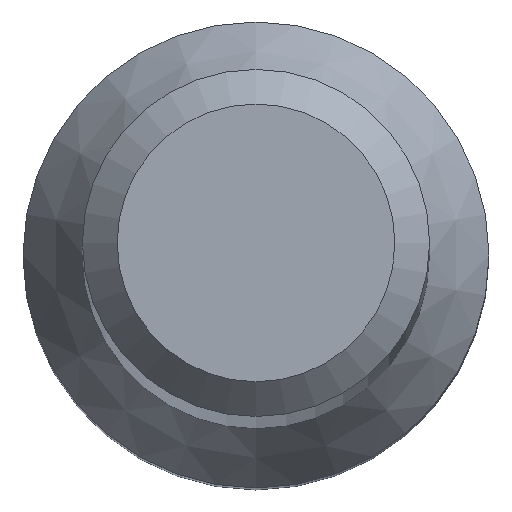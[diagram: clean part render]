
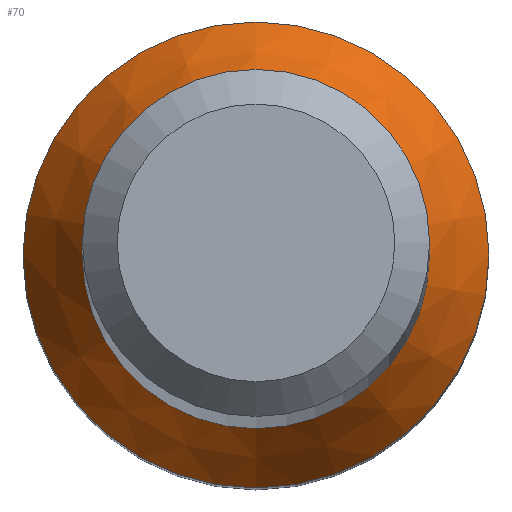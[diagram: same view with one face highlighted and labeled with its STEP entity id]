
A CAD part, top view. The second image highlights one B-rep face of the part: STEP entity #70.
In plain terms, the highlighted conical face has half-angle 30 degrees and reference radius 2.014 mm.
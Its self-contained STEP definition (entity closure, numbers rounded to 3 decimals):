
#6 = FACE_BOUND ( 'NONE', #163, .T. ) ;
#13 = CARTESIAN_POINT ( 'NONE',  ( 0., 1.5, 11.083 ) ) ;
#18 = EDGE_CURVE ( 'NONE', #198, #198, #151, .T. ) ;
#22 = FACE_OUTER_BOUND ( 'NONE', #234, .T. ) ;
#25 = DIRECTION ( 'NONE',  ( 0., 1., 0. ) ) ;
#44 = DIRECTION ( 'NONE',  ( 0., 0., -1. ) ) ;
#63 = EDGE_CURVE ( 'NONE', #162, #162, #166, .T. ) ;
#70 = ADVANCED_FACE ( 'NONE', ( #6, #22 ), #187, .T. ) ;
#99 = AXIS2_PLACEMENT_3D ( 'NONE', #200, #239, #167 ) ;
#102 = ORIENTED_EDGE ( 'NONE', *, *, #63, .F. ) ;
#118 = DIRECTION ( 'NONE',  ( 0., 1., 0. ) ) ;
#142 = ORIENTED_EDGE ( 'NONE', *, *, #18, .T. ) ;
#151 = CIRCLE ( 'NONE', #99, 1.5 ) ;
#162 = VERTEX_POINT ( 'NONE', #183 ) ;
#163 = EDGE_LOOP ( 'NONE', ( #142 ) ) ;
#166 = CIRCLE ( 'NONE', #186, 2.014 ) ;
#167 = DIRECTION ( 'NONE',  ( 0., 1., 0. ) ) ;
#180 = CARTESIAN_POINT ( 'NONE',  ( 0., 0., 10.192 ) ) ;
#183 = CARTESIAN_POINT ( 'NONE',  ( 0., 2.014, 10.192 ) ) ;
#186 = AXIS2_PLACEMENT_3D ( 'NONE', #180, #195, #118 ) ;
#187 = CONICAL_SURFACE ( 'NONE', #222, 2.014, 0.524 ) ;
#195 = DIRECTION ( 'NONE',  ( 0., 0., -1. ) ) ;
#198 = VERTEX_POINT ( 'NONE', #13 ) ;
#200 = CARTESIAN_POINT ( 'NONE',  ( 0., 0., 11.083 ) ) ;
#205 = CARTESIAN_POINT ( 'NONE',  ( 0., 0., 10.192 ) ) ;
#222 = AXIS2_PLACEMENT_3D ( 'NONE', #205, #44, #25 ) ;
#234 = EDGE_LOOP ( 'NONE', ( #102 ) ) ;
#239 = DIRECTION ( 'NONE',  ( 0., 0., -1. ) ) ;
